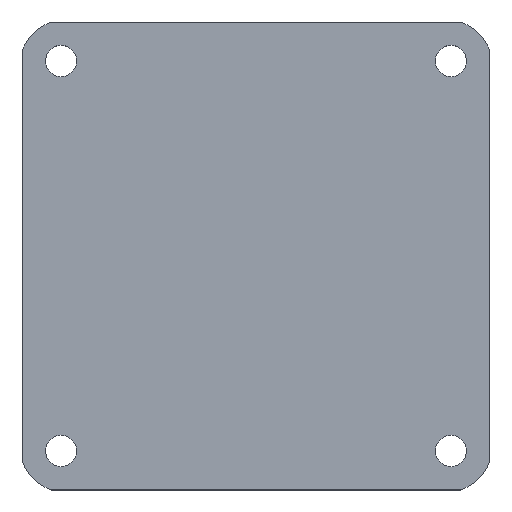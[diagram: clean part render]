
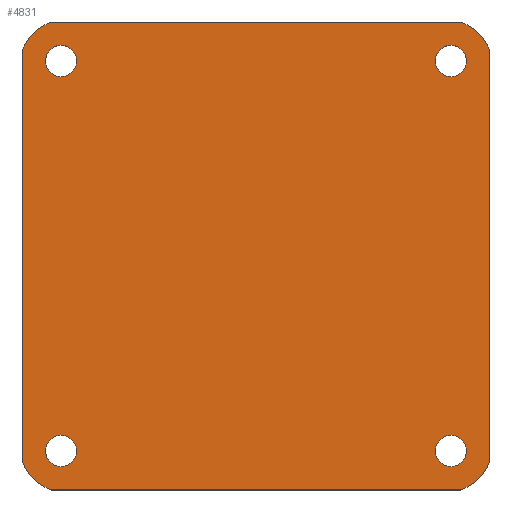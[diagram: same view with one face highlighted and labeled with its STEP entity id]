
A CAD part, top view. The second image highlights one B-rep face of the part: STEP entity #4831.
In plain terms, the highlighted planar face has unit normal (0, 0, 1).
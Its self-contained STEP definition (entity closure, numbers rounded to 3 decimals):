
#84 = CIRCLE ( 'NONE', #729, 8. ) ;
#85 = CIRCLE ( 'NONE', #3815, 8. ) ;
#157 = EDGE_CURVE ( 'NONE', #410, #6580, #85, .T. ) ;
#281 = EDGE_CURVE ( 'NONE', #5443, #3379, #2136, .T. ) ;
#392 = AXIS2_PLACEMENT_3D ( 'NONE', #3497, #5968, #3644 ) ;
#410 = VERTEX_POINT ( 'NONE', #1547 ) ;
#437 = CARTESIAN_POINT ( 'NONE',  ( 120., -104.895, 8. ) ) ;
#575 = DIRECTION ( 'NONE',  ( 1., 0., 0. ) ) ;
#633 = AXIS2_PLACEMENT_3D ( 'NONE', #7295, #4763, #7223 ) ;
#642 = CARTESIAN_POINT ( 'NONE',  ( 96.464, -96.464, 8. ) ) ;
#674 = CARTESIAN_POINT ( 'NONE',  ( 120., 120., 8. ) ) ;
#682 = CARTESIAN_POINT ( 'NONE',  ( 100., -100., 8. ) ) ;
#729 = AXIS2_PLACEMENT_3D ( 'NONE', #5421, #1612, #2189 ) ;
#892 = EDGE_LOOP ( 'NONE', ( #2579, #3350 ) ) ;
#924 = DIRECTION ( 'NONE',  ( 1., 0., 0. ) ) ;
#935 = VERTEX_POINT ( 'NONE', #5095 ) ;
#995 = CIRCLE ( 'NONE', #7313, 8. ) ;
#1034 = CIRCLE ( 'NONE', #392, 8. ) ;
#1070 = CARTESIAN_POINT ( 'NONE',  ( -120., -120., 8. ) ) ;
#1132 = CIRCLE ( 'NONE', #2796, 25. ) ;
#1154 = DIRECTION ( 'NONE',  ( 0., 0., 1. ) ) ;
#1186 = ORIENTED_EDGE ( 'NONE', *, *, #6636, .T. ) ;
#1289 = CARTESIAN_POINT ( 'NONE',  ( 104.895, 120., 8. ) ) ;
#1397 = VECTOR ( 'NONE', #5586, 1000. ) ;
#1488 = VERTEX_POINT ( 'NONE', #5399 ) ;
#1547 = CARTESIAN_POINT ( 'NONE',  ( -92., -100., 8. ) ) ;
#1612 = DIRECTION ( 'NONE',  ( 0., 0., 1. ) ) ;
#1699 = DIRECTION ( 'NONE',  ( 0., 0., 1. ) ) ;
#1703 = ORIENTED_EDGE ( 'NONE', *, *, #5511, .T. ) ;
#1859 = ORIENTED_EDGE ( 'NONE', *, *, #3030, .T. ) ;
#1889 = VECTOR ( 'NONE', #4868, 1000. ) ;
#1959 = FACE_BOUND ( 'NONE', #5074, .T. ) ;
#1981 = DIRECTION ( 'NONE',  ( 0., 0., 1. ) ) ;
#1985 = ORIENTED_EDGE ( 'NONE', *, *, #7936, .F. ) ;
#2026 = DIRECTION ( 'NONE',  ( 0., 0., 1. ) ) ;
#2136 = CIRCLE ( 'NONE', #3570, 25. ) ;
#2189 = DIRECTION ( 'NONE',  ( 1., 0., 0. ) ) ;
#2198 = CARTESIAN_POINT ( 'NONE',  ( -108., -100., 8. ) ) ;
#2259 = EDGE_CURVE ( 'NONE', #6580, #410, #3458, .T. ) ;
#2322 = LINE ( 'NONE', #1070, #1889 ) ;
#2365 = VERTEX_POINT ( 'NONE', #7905 ) ;
#2431 = DIRECTION ( 'NONE',  ( 1., 0., 0. ) ) ;
#2515 = DIRECTION ( 'NONE',  ( 1., 0., 0. ) ) ;
#2575 = AXIS2_PLACEMENT_3D ( 'NONE', #682, #6128, #5447 ) ;
#2579 = ORIENTED_EDGE ( 'NONE', *, *, #4393, .F. ) ;
#2729 = EDGE_CURVE ( 'NONE', #5710, #4369, #7579, .T. ) ;
#2796 = AXIS2_PLACEMENT_3D ( 'NONE', #5462, #2878, #2431 ) ;
#2839 = CARTESIAN_POINT ( 'NONE',  ( -120., -120., 8. ) ) ;
#2878 = DIRECTION ( 'NONE',  ( 0., 0., 1. ) ) ;
#2896 = DIRECTION ( 'NONE',  ( 0., 0., 1. ) ) ;
#3023 = EDGE_CURVE ( 'NONE', #7168, #7895, #4304, .T. ) ;
#3030 = EDGE_CURVE ( 'NONE', #7895, #5133, #7454, .T. ) ;
#3065 = DIRECTION ( 'NONE',  ( 0., 0., 1. ) ) ;
#3286 = VERTEX_POINT ( 'NONE', #3610 ) ;
#3312 = CARTESIAN_POINT ( 'NONE',  ( 92., 100., 8. ) ) ;
#3343 = EDGE_CURVE ( 'NONE', #935, #1488, #1034, .T. ) ;
#3350 = ORIENTED_EDGE ( 'NONE', *, *, #5065, .F. ) ;
#3375 = CARTESIAN_POINT ( 'NONE',  ( -104.895, 120., 8. ) ) ;
#3379 = VERTEX_POINT ( 'NONE', #437 ) ;
#3415 = CARTESIAN_POINT ( 'NONE',  ( 120., 120., 8. ) ) ;
#3457 = EDGE_LOOP ( 'NONE', ( #7777, #3856 ) ) ;
#3458 = CIRCLE ( 'NONE', #5392, 8. ) ;
#3497 = CARTESIAN_POINT ( 'NONE',  ( -100., 100., 8. ) ) ;
#3516 = CARTESIAN_POINT ( 'NONE',  ( -100., -100., 8. ) ) ;
#3570 = AXIS2_PLACEMENT_3D ( 'NONE', #642, #4421, #2515 ) ;
#3610 = CARTESIAN_POINT ( 'NONE',  ( -120., -104.895, 8. ) ) ;
#3630 = FACE_OUTER_BOUND ( 'NONE', #6160, .T. ) ;
#3644 = DIRECTION ( 'NONE',  ( 1., 0., 0. ) ) ;
#3815 = AXIS2_PLACEMENT_3D ( 'NONE', #4066, #5322, #7773 ) ;
#3856 = ORIENTED_EDGE ( 'NONE', *, *, #3343, .F. ) ;
#3924 = DIRECTION ( 'NONE',  ( -1., 0., 0. ) ) ;
#3991 = LINE ( 'NONE', #3415, #5043 ) ;
#3993 = EDGE_LOOP ( 'NONE', ( #5311, #5349 ) ) ;
#4066 = CARTESIAN_POINT ( 'NONE',  ( -100., -100., 8. ) ) ;
#4093 = VECTOR ( 'NONE', #7036, 1000. ) ;
#4153 = CIRCLE ( 'NONE', #2575, 8. ) ;
#4155 = CARTESIAN_POINT ( 'NONE',  ( 108., -100., 8. ) ) ;
#4304 = LINE ( 'NONE', #674, #1397 ) ;
#4349 = CIRCLE ( 'NONE', #6677, 25. ) ;
#4369 = VERTEX_POINT ( 'NONE', #4155 ) ;
#4393 = EDGE_CURVE ( 'NONE', #6923, #5138, #7932, .T. ) ;
#4421 = DIRECTION ( 'NONE',  ( 0., 0., 1. ) ) ;
#4581 = ORIENTED_EDGE ( 'NONE', *, *, #2729, .F. ) ;
#4631 = AXIS2_PLACEMENT_3D ( 'NONE', #5032, #1981, #6924 ) ;
#4763 = DIRECTION ( 'NONE',  ( 0., 0., 1. ) ) ;
#4787 = ORIENTED_EDGE ( 'NONE', *, *, #5441, .F. ) ;
#4831 = ADVANCED_FACE ( 'NONE', ( #7501, #5484, #7351, #1959, #3630 ), #6179, .T. ) ;
#4868 = DIRECTION ( 'NONE',  ( 1., 0., 0. ) ) ;
#5032 = CARTESIAN_POINT ( 'NONE',  ( -96.464, 96.464, 8. ) ) ;
#5043 = VECTOR ( 'NONE', #5243, 1000. ) ;
#5065 = EDGE_CURVE ( 'NONE', #5138, #6923, #995, .T. ) ;
#5074 = EDGE_LOOP ( 'NONE', ( #4581, #7442 ) ) ;
#5095 = CARTESIAN_POINT ( 'NONE',  ( -92., 100., 8. ) ) ;
#5133 = VERTEX_POINT ( 'NONE', #7109 ) ;
#5138 = VERTEX_POINT ( 'NONE', #5295 ) ;
#5243 = DIRECTION ( 'NONE',  ( 0., -1., 0. ) ) ;
#5295 = CARTESIAN_POINT ( 'NONE',  ( 108., 100., 8. ) ) ;
#5311 = ORIENTED_EDGE ( 'NONE', *, *, #2259, .F. ) ;
#5322 = DIRECTION ( 'NONE',  ( 0., 0., 1. ) ) ;
#5349 = ORIENTED_EDGE ( 'NONE', *, *, #157, .F. ) ;
#5392 = AXIS2_PLACEMENT_3D ( 'NONE', #3516, #1699, #5949 ) ;
#5399 = CARTESIAN_POINT ( 'NONE',  ( -108., 100., 8. ) ) ;
#5421 = CARTESIAN_POINT ( 'NONE',  ( -100., 100., 8. ) ) ;
#5441 = EDGE_CURVE ( 'NONE', #3286, #5133, #6512, .T. ) ;
#5443 = VERTEX_POINT ( 'NONE', #7164 ) ;
#5447 = DIRECTION ( 'NONE',  ( 1., 0., 0. ) ) ;
#5462 = CARTESIAN_POINT ( 'NONE',  ( 96.464, 96.464, 8. ) ) ;
#5484 = FACE_BOUND ( 'NONE', #3457, .T. ) ;
#5511 = EDGE_CURVE ( 'NONE', #2365, #7168, #1132, .T. ) ;
#5576 = ORIENTED_EDGE ( 'NONE', *, *, #3023, .T. ) ;
#5586 = DIRECTION ( 'NONE',  ( -1., 0., 0. ) ) ;
#5710 = VERTEX_POINT ( 'NONE', #7630 ) ;
#5949 = DIRECTION ( 'NONE',  ( 1., 0., 0. ) ) ;
#5968 = DIRECTION ( 'NONE',  ( 0., 0., 1. ) ) ;
#6110 = AXIS2_PLACEMENT_3D ( 'NONE', #6252, #3065, #575 ) ;
#6128 = DIRECTION ( 'NONE',  ( 0., 0., 1. ) ) ;
#6160 = EDGE_LOOP ( 'NONE', ( #5576, #1859, #4787, #1186, #6763, #7815, #1985, #1703 ) ) ;
#6179 = PLANE ( 'NONE',  #6110 ) ;
#6252 = CARTESIAN_POINT ( 'NONE',  ( -120., 120., 8. ) ) ;
#6434 = CARTESIAN_POINT ( 'NONE',  ( -96.464, -96.464, 8. ) ) ;
#6512 = LINE ( 'NONE', #2839, #4093 ) ;
#6580 = VERTEX_POINT ( 'NONE', #2198 ) ;
#6586 = DIRECTION ( 'NONE',  ( 1., 0., 0. ) ) ;
#6636 = EDGE_CURVE ( 'NONE', #3286, #7787, #4349, .T. ) ;
#6642 = CARTESIAN_POINT ( 'NONE',  ( 100., 100., 8. ) ) ;
#6677 = AXIS2_PLACEMENT_3D ( 'NONE', #6434, #2026, #3924 ) ;
#6763 = ORIENTED_EDGE ( 'NONE', *, *, #6782, .T. ) ;
#6782 = EDGE_CURVE ( 'NONE', #7787, #5443, #2322, .T. ) ;
#6888 = CARTESIAN_POINT ( 'NONE',  ( -104.895, -120., 8. ) ) ;
#6923 = VERTEX_POINT ( 'NONE', #3312 ) ;
#6924 = DIRECTION ( 'NONE',  ( -1., 0., 0. ) ) ;
#7035 = AXIS2_PLACEMENT_3D ( 'NONE', #6642, #1154, #924 ) ;
#7036 = DIRECTION ( 'NONE',  ( 0., 1., 0. ) ) ;
#7109 = CARTESIAN_POINT ( 'NONE',  ( -120., 104.895, 8. ) ) ;
#7149 = EDGE_CURVE ( 'NONE', #1488, #935, #84, .T. ) ;
#7164 = CARTESIAN_POINT ( 'NONE',  ( 104.895, -120., 8. ) ) ;
#7168 = VERTEX_POINT ( 'NONE', #1289 ) ;
#7223 = DIRECTION ( 'NONE',  ( 1., 0., 0. ) ) ;
#7295 = CARTESIAN_POINT ( 'NONE',  ( 100., -100., 8. ) ) ;
#7313 = AXIS2_PLACEMENT_3D ( 'NONE', #7782, #2896, #6586 ) ;
#7351 = FACE_BOUND ( 'NONE', #892, .T. ) ;
#7442 = ORIENTED_EDGE ( 'NONE', *, *, #7702, .F. ) ;
#7454 = CIRCLE ( 'NONE', #4631, 25. ) ;
#7501 = FACE_BOUND ( 'NONE', #3993, .T. ) ;
#7579 = CIRCLE ( 'NONE', #633, 8. ) ;
#7630 = CARTESIAN_POINT ( 'NONE',  ( 92., -100., 8. ) ) ;
#7702 = EDGE_CURVE ( 'NONE', #4369, #5710, #4153, .T. ) ;
#7773 = DIRECTION ( 'NONE',  ( 1., 0., 0. ) ) ;
#7777 = ORIENTED_EDGE ( 'NONE', *, *, #7149, .F. ) ;
#7782 = CARTESIAN_POINT ( 'NONE',  ( 100., 100., 8. ) ) ;
#7787 = VERTEX_POINT ( 'NONE', #6888 ) ;
#7815 = ORIENTED_EDGE ( 'NONE', *, *, #281, .T. ) ;
#7895 = VERTEX_POINT ( 'NONE', #3375 ) ;
#7905 = CARTESIAN_POINT ( 'NONE',  ( 120., 104.895, 8. ) ) ;
#7932 = CIRCLE ( 'NONE', #7035, 8. ) ;
#7936 = EDGE_CURVE ( 'NONE', #2365, #3379, #3991, .T. ) ;
